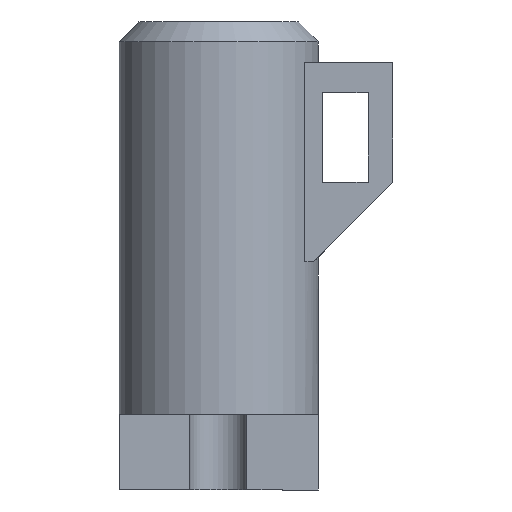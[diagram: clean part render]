
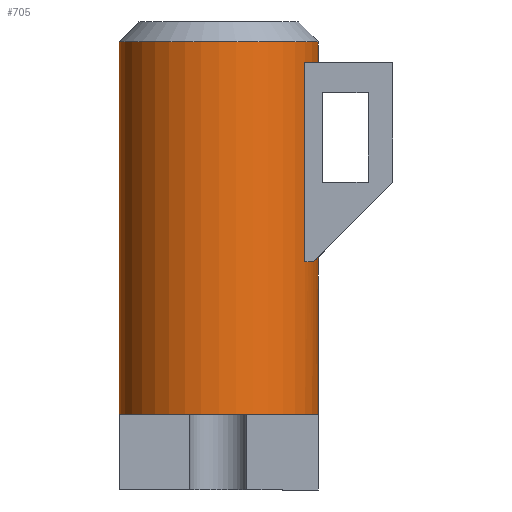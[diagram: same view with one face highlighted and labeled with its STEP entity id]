
A CAD part, left-side view. The second image highlights one B-rep face of the part: STEP entity #705.
In plain terms, the highlighted cylindrical face has radius 12.7 mm (diameter 25.4 mm), a full revolution.
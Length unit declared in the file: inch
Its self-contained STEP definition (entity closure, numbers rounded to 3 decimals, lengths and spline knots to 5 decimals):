
#20=FACE_BOUND('',#88,.T.);
#27=ELLIPSE('',#768,0.70711,0.5);
#28=CYLINDRICAL_SURFACE('',#765,0.5);
#50=FACE_OUTER_BOUND('',#87,.T.);
#87=EDGE_LOOP('',(#544,#545,#546,#547,#548,#549,#550,#551,#552,#553,#554));
#88=EDGE_LOOP('',(#555,#556,#557,#558,#559,#560));
#149=LINE('',#1074,#227);
#153=LINE('',#1082,#231);
#159=LINE('',#1096,#237);
#160=LINE('',#1098,#238);
#161=LINE('',#1101,#239);
#162=LINE('',#1106,#240);
#163=LINE('',#1111,#241);
#227=VECTOR('',#866,0.00017);
#231=VECTOR('',#872,0.00017);
#237=VECTOR('',#890,0.00017);
#238=VECTOR('',#893,0.00017);
#239=VECTOR('',#896,0.5);
#240=VECTOR('',#901,1.);
#241=VECTOR('',#906,1.);
#272=CIRCLE('',#742,0.5);
#275=CIRCLE('',#752,0.5);
#277=CIRCLE('',#755,0.5);
#278=CIRCLE('',#759,0.5);
#279=CIRCLE('',#761,0.5);
#280=CIRCLE('',#766,0.5);
#281=CIRCLE('',#767,0.5);
#282=CIRCLE('',#769,0.5);
#294=VERTEX_POINT('',#999);
#295=VERTEX_POINT('',#1001);
#314=VERTEX_POINT('',#1053);
#315=VERTEX_POINT('',#1055);
#319=VERTEX_POINT('',#1065);
#320=VERTEX_POINT('',#1067);
#322=VERTEX_POINT('',#1073);
#324=VERTEX_POINT('',#1079);
#326=VERTEX_POINT('',#1085);
#327=VERTEX_POINT('',#1089);
#328=VERTEX_POINT('',#1100);
#329=VERTEX_POINT('',#1103);
#330=VERTEX_POINT('',#1104);
#331=VERTEX_POINT('',#1107);
#332=VERTEX_POINT('',#1109);
#361=EDGE_CURVE('',#295,#294,#272,.T.);
#389=EDGE_CURVE('',#314,#315,#275,.T.);
#394=EDGE_CURVE('',#320,#319,#277,.T.);
#397=EDGE_CURVE('',#295,#322,#149,.F.);
#401=EDGE_CURVE('',#324,#294,#153,.T.);
#404=EDGE_CURVE('',#326,#324,#278,.F.);
#405=EDGE_CURVE('',#322,#327,#279,.F.);
#409=EDGE_CURVE('',#319,#327,#159,.T.);
#410=EDGE_CURVE('',#320,#326,#160,.T.);
#411=EDGE_CURVE('',#326,#328,#161,.T.);
#412=EDGE_CURVE('',#328,#328,#280,.F.);
#413=EDGE_CURVE('',#329,#330,#281,.T.);
#414=EDGE_CURVE('',#330,#314,#162,.T.);
#415=EDGE_CURVE('',#315,#331,#27,.T.);
#416=EDGE_CURVE('',#331,#332,#282,.T.);
#417=EDGE_CURVE('',#332,#329,#163,.F.);
#544=ORIENTED_EDGE('',*,*,#410,.F.);
#545=ORIENTED_EDGE('',*,*,#394,.T.);
#546=ORIENTED_EDGE('',*,*,#409,.T.);
#547=ORIENTED_EDGE('',*,*,#405,.F.);
#548=ORIENTED_EDGE('',*,*,#397,.F.);
#549=ORIENTED_EDGE('',*,*,#361,.T.);
#550=ORIENTED_EDGE('',*,*,#401,.F.);
#551=ORIENTED_EDGE('',*,*,#404,.F.);
#552=ORIENTED_EDGE('',*,*,#411,.T.);
#553=ORIENTED_EDGE('',*,*,#412,.T.);
#554=ORIENTED_EDGE('',*,*,#411,.F.);
#555=ORIENTED_EDGE('',*,*,#413,.T.);
#556=ORIENTED_EDGE('',*,*,#414,.T.);
#557=ORIENTED_EDGE('',*,*,#389,.T.);
#558=ORIENTED_EDGE('',*,*,#415,.T.);
#559=ORIENTED_EDGE('',*,*,#416,.T.);
#560=ORIENTED_EDGE('',*,*,#417,.T.);
#705=ADVANCED_FACE('',(#50,#20),#28,.T.);
#742=AXIS2_PLACEMENT_3D('',#1002,#806,#807);
#752=AXIS2_PLACEMENT_3D('',#1057,#851,#852);
#755=AXIS2_PLACEMENT_3D('',#1068,#860,#861);
#759=AXIS2_PLACEMENT_3D('',#1087,#877,#878);
#761=AXIS2_PLACEMENT_3D('',#1090,#881,#882);
#765=AXIS2_PLACEMENT_3D('',#1099,#894,#895);
#766=AXIS2_PLACEMENT_3D('',#1102,#897,#898);
#767=AXIS2_PLACEMENT_3D('',#1105,#899,#900);
#768=AXIS2_PLACEMENT_3D('',#1108,#902,#903);
#769=AXIS2_PLACEMENT_3D('',#1110,#904,#905);
#806=DIRECTION('center_axis',(0.,0.,1.));
#807=DIRECTION('ref_axis',(0.,1.,0.));
#851=DIRECTION('center_axis',(0.,0.,-1.));
#852=DIRECTION('ref_axis',(0.,-1.,0.));
#860=DIRECTION('center_axis',(0.,0.,1.));
#861=DIRECTION('ref_axis',(0.,1.,0.));
#866=DIRECTION('',(0.,0.,-1.));
#872=DIRECTION('',(0.,0.,-1.));
#877=DIRECTION('center_axis',(0.,0.,1.));
#878=DIRECTION('ref_axis',(0.,1.,0.));
#881=DIRECTION('center_axis',(0.,0.,1.));
#882=DIRECTION('ref_axis',(0.,1.,0.));
#890=DIRECTION('',(0.,0.,1.));
#893=DIRECTION('',(0.,0.,1.));
#894=DIRECTION('center_axis',(0.,0.,-1.));
#895=DIRECTION('ref_axis',(0.,-1.,0.));
#896=DIRECTION('',(0.,0.,1.));
#897=DIRECTION('center_axis',(0.,0.,1.));
#898=DIRECTION('ref_axis',(0.,1.,0.));
#899=DIRECTION('center_axis',(0.,0.,1.));
#900=DIRECTION('ref_axis',(0.,1.,0.));
#901=DIRECTION('',(0.,0.,-1.));
#902=DIRECTION('center_axis',(0.,-0.707,-0.707));
#903=DIRECTION('ref_axis',(0.,0.707,-0.707));
#904=DIRECTION('center_axis',(0.,0.,-1.));
#905=DIRECTION('ref_axis',(0.,-1.,0.));
#906=DIRECTION('',(0.,0.,-1.));
#999=CARTESIAN_POINT('',(0.11428,0.48676,0.377));
#1001=CARTESIAN_POINT('',(0.11428,-0.48676,0.377));
#1002=CARTESIAN_POINT('Origin',(0.,0.,0.377));
#1053=CARTESIAN_POINT('',(0.25,-0.43301,1.14531));
#1055=CARTESIAN_POINT('',(0.15612,-0.475,1.14531));
#1057=CARTESIAN_POINT('Origin',(0.,0.,
1.14531));
#1065=CARTESIAN_POINT('',(0.,-0.5,0.377));
#1067=CARTESIAN_POINT('',(0.,0.5,0.377));
#1068=CARTESIAN_POINT('Origin',(0.,0.,0.377));
#1073=CARTESIAN_POINT('',(0.11428,-0.48676,0.37717));
#1074=CARTESIAN_POINT('',(0.11428,-0.48676,0.37717));
#1079=CARTESIAN_POINT('',(0.11428,0.48676,0.37717));
#1082=CARTESIAN_POINT('',(0.11428,0.48676,0.37717));
#1085=CARTESIAN_POINT('',(0.,0.5,0.37717));
#1087=CARTESIAN_POINT('Origin',(0.,0.,
0.37717));
#1089=CARTESIAN_POINT('',(0.,-0.5,0.37717));
#1090=CARTESIAN_POINT('Origin',(0.,0.,
0.37717));
#1096=CARTESIAN_POINT('',(0.,-0.5,0.377));
#1098=CARTESIAN_POINT('',(0.,0.5,0.377));
#1099=CARTESIAN_POINT('Origin',(0.,0.,2.3495));
#1100=CARTESIAN_POINT('',(0.,0.5,2.2495));
#1101=CARTESIAN_POINT('',(0.,0.5,2.3495));
#1102=CARTESIAN_POINT('Origin',(0.,0.,2.2495));
#1103=CARTESIAN_POINT('',(-0.25,-0.43301,2.14531));
#1104=CARTESIAN_POINT('',(0.25,-0.43301,2.14531));
#1105=CARTESIAN_POINT('Origin',(0.,0.,2.14531));
#1106=CARTESIAN_POINT('',(0.25,-0.43301,2.14531));
#1107=CARTESIAN_POINT('',(-0.15612,-0.475,1.14531));
#1108=CARTESIAN_POINT('Origin',(0.,0.,0.67031));
#1109=CARTESIAN_POINT('',(-0.25,-0.43301,1.14531));
#1110=CARTESIAN_POINT('Origin',(0.,0.,
1.14531));
#1111=CARTESIAN_POINT('',(-0.25,-0.43301,2.14531));
